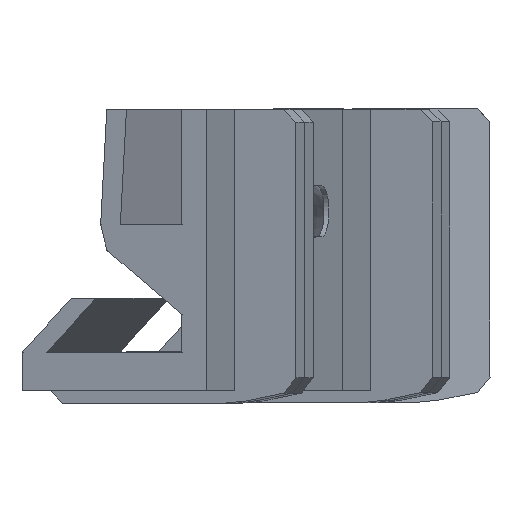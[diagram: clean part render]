
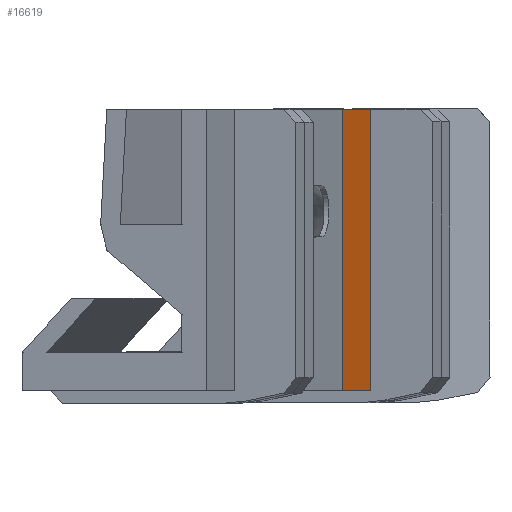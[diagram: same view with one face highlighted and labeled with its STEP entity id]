
A CAD part, left-side view. The second image highlights one B-rep face of the part: STEP entity #16619.
In plain terms, the highlighted face is planar.
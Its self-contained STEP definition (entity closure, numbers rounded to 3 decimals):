
#16619 = ADVANCED_FACE('',(#16620),#16634,.F.);
#16620 = FACE_BOUND('',#16621,.F.);
#16621 = EDGE_LOOP('',(#16622,#16657,#16685,#16713));
#16622 = ORIENTED_EDGE('',*,*,#16623,.F.);
#16623 = EDGE_CURVE('',#16624,#16626,#16628,.T.);
#16624 = VERTEX_POINT('',#16625);
#16625 = CARTESIAN_POINT('',(-10.5,0.,0.));
#16626 = VERTEX_POINT('',#16627);
#16627 = CARTESIAN_POINT('',(-2.5,0.,0.));
#16628 = SURFACE_CURVE('',#16629,(#16633,#16645),.PCURVE_S1.);
#16629 = LINE('',#16630,#16631);
#16630 = CARTESIAN_POINT('',(-10.5,0.,0.));
#16631 = VECTOR('',#16632,1.);
#16632 = DIRECTION('',(1.,0.,0.));
#16633 = PCURVE('',#16634,#16639);
#16634 = PLANE('',#16635);
#16635 = AXIS2_PLACEMENT_3D('',#16636,#16637,#16638);
#16636 = CARTESIAN_POINT('',(0.,0.,0.));
#16637 = DIRECTION('',(0.,1.,-0.));
#16638 = DIRECTION('',(0.,0.,1.));
#16639 = DEFINITIONAL_REPRESENTATION('',(#16640),#16644);
#16640 = LINE('',#16641,#16642);
#16641 = CARTESIAN_POINT('',(0.,-10.5));
#16642 = VECTOR('',#16643,1.);
#16643 = DIRECTION('',(0.,1.));
#16644 = ( GEOMETRIC_REPRESENTATION_CONTEXT(2) 
PARAMETRIC_REPRESENTATION_CONTEXT() REPRESENTATION_CONTEXT('2D SPACE',''
  ) );
#16645 = PCURVE('',#16646,#16651);
#16646 = PLANE('',#16647);
#16647 = AXIS2_PLACEMENT_3D('',#16648,#16649,#16650);
#16648 = CARTESIAN_POINT('',(0.,15.,0.));
#16649 = DIRECTION('',(0.,0.,1.));
#16650 = DIRECTION('',(0.,-1.,0.));
#16651 = DEFINITIONAL_REPRESENTATION('',(#16652),#16656);
#16652 = LINE('',#16653,#16654);
#16653 = CARTESIAN_POINT('',(15.,-10.5));
#16654 = VECTOR('',#16655,1.);
#16655 = DIRECTION('',(0.,1.));
#16656 = ( GEOMETRIC_REPRESENTATION_CONTEXT(2) 
PARAMETRIC_REPRESENTATION_CONTEXT() REPRESENTATION_CONTEXT('2D SPACE',''
  ) );
#16657 = ORIENTED_EDGE('',*,*,#16658,.T.);
#16658 = EDGE_CURVE('',#16624,#16659,#16661,.T.);
#16659 = VERTEX_POINT('',#16660);
#16660 = CARTESIAN_POINT('',(-10.5,0.,22.));
#16661 = SURFACE_CURVE('',#16662,(#16666,#16673),.PCURVE_S1.);
#16662 = LINE('',#16663,#16664);
#16663 = CARTESIAN_POINT('',(-10.5,0.,0.));
#16664 = VECTOR('',#16665,1.);
#16665 = DIRECTION('',(0.,0.,1.));
#16666 = PCURVE('',#16634,#16667);
#16667 = DEFINITIONAL_REPRESENTATION('',(#16668),#16672);
#16668 = LINE('',#16669,#16670);
#16669 = CARTESIAN_POINT('',(0.,-10.5));
#16670 = VECTOR('',#16671,1.);
#16671 = DIRECTION('',(1.,0.));
#16672 = ( GEOMETRIC_REPRESENTATION_CONTEXT(2) 
PARAMETRIC_REPRESENTATION_CONTEXT() REPRESENTATION_CONTEXT('2D SPACE',''
  ) );
#16673 = PCURVE('',#16674,#16679);
#16674 = PLANE('',#16675);
#16675 = AXIS2_PLACEMENT_3D('',#16676,#16677,#16678);
#16676 = CARTESIAN_POINT('',(-10.5,5.766,9.503));
#16677 = DIRECTION('',(-1.,0.,0.));
#16678 = DIRECTION('',(0.,0.,1.));
#16679 = DEFINITIONAL_REPRESENTATION('',(#16680),#16684);
#16680 = LINE('',#16681,#16682);
#16681 = CARTESIAN_POINT('',(-9.503,-5.766));
#16682 = VECTOR('',#16683,1.);
#16683 = DIRECTION('',(1.,0.));
#16684 = ( GEOMETRIC_REPRESENTATION_CONTEXT(2) 
PARAMETRIC_REPRESENTATION_CONTEXT() REPRESENTATION_CONTEXT('2D SPACE',''
  ) );
#16685 = ORIENTED_EDGE('',*,*,#16686,.F.);
#16686 = EDGE_CURVE('',#16687,#16659,#16689,.T.);
#16687 = VERTEX_POINT('',#16688);
#16688 = CARTESIAN_POINT('',(-2.5,0.,22.));
#16689 = SURFACE_CURVE('',#16690,(#16694,#16701),.PCURVE_S1.);
#16690 = LINE('',#16691,#16692);
#16691 = CARTESIAN_POINT('',(10.5,0.,22.));
#16692 = VECTOR('',#16693,1.);
#16693 = DIRECTION('',(-1.,0.,0.));
#16694 = PCURVE('',#16634,#16695);
#16695 = DEFINITIONAL_REPRESENTATION('',(#16696),#16700);
#16696 = LINE('',#16697,#16698);
#16697 = CARTESIAN_POINT('',(22.,10.5));
#16698 = VECTOR('',#16699,1.);
#16699 = DIRECTION('',(0.,-1.));
#16700 = ( GEOMETRIC_REPRESENTATION_CONTEXT(2) 
PARAMETRIC_REPRESENTATION_CONTEXT() REPRESENTATION_CONTEXT('2D SPACE',''
  ) );
#16701 = PCURVE('',#16702,#16707);
#16702 = PLANE('',#16703);
#16703 = AXIS2_PLACEMENT_3D('',#16704,#16705,#16706);
#16704 = CARTESIAN_POINT('',(0.,0.,22.));
#16705 = DIRECTION('',(0.,0.,-1.));
#16706 = DIRECTION('',(0.,1.,0.));
#16707 = DEFINITIONAL_REPRESENTATION('',(#16708),#16712);
#16708 = LINE('',#16709,#16710);
#16709 = CARTESIAN_POINT('',(0.,10.5));
#16710 = VECTOR('',#16711,1.);
#16711 = DIRECTION('',(0.,-1.));
#16712 = ( GEOMETRIC_REPRESENTATION_CONTEXT(2) 
PARAMETRIC_REPRESENTATION_CONTEXT() REPRESENTATION_CONTEXT('2D SPACE',''
  ) );
#16713 = ORIENTED_EDGE('',*,*,#16714,.F.);
#16714 = EDGE_CURVE('',#16626,#16687,#16715,.T.);
#16715 = SURFACE_CURVE('',#16716,(#16720,#16727),.PCURVE_S1.);
#16716 = LINE('',#16717,#16718);
#16717 = CARTESIAN_POINT('',(-2.5,0.,0.));
#16718 = VECTOR('',#16719,1.);
#16719 = DIRECTION('',(0.,0.,1.));
#16720 = PCURVE('',#16634,#16721);
#16721 = DEFINITIONAL_REPRESENTATION('',(#16722),#16726);
#16722 = LINE('',#16723,#16724);
#16723 = CARTESIAN_POINT('',(0.,-2.5));
#16724 = VECTOR('',#16725,1.);
#16725 = DIRECTION('',(1.,0.));
#16726 = ( GEOMETRIC_REPRESENTATION_CONTEXT(2) 
PARAMETRIC_REPRESENTATION_CONTEXT() REPRESENTATION_CONTEXT('2D SPACE',''
  ) );
#16727 = PCURVE('',#16728,#16733);
#16728 = PLANE('',#16729);
#16729 = AXIS2_PLACEMENT_3D('',#16730,#16731,#16732);
#16730 = CARTESIAN_POINT('',(-2.5,1.231,6.768));
#16731 = DIRECTION('',(1.,-0.,0.));
#16732 = DIRECTION('',(0.,0.,-1.));
#16733 = DEFINITIONAL_REPRESENTATION('',(#16734),#16738);
#16734 = LINE('',#16735,#16736);
#16735 = CARTESIAN_POINT('',(6.768,-1.231));
#16736 = VECTOR('',#16737,1.);
#16737 = DIRECTION('',(-1.,0.));
#16738 = ( GEOMETRIC_REPRESENTATION_CONTEXT(2) 
PARAMETRIC_REPRESENTATION_CONTEXT() REPRESENTATION_CONTEXT('2D SPACE',''
  ) );
